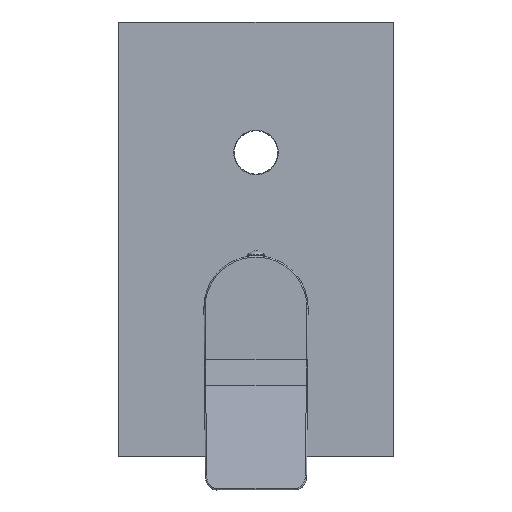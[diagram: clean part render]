
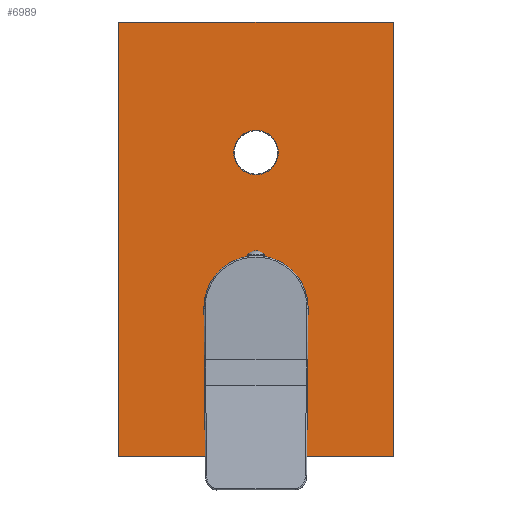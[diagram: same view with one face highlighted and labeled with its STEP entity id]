
A CAD part, top view. The second image highlights one B-rep face of the part: STEP entity #6989.
In plain terms, the highlighted planar face has unit normal (0, 0, 1).
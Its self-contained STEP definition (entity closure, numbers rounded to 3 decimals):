
#5935=DIRECTION('',(0.,1.,0.));
#5936=VECTOR('',#5935,190.);
#5937=CARTESIAN_POINT('',(60.,-65.,-2.));
#5938=LINE('',#5937,#5936);
#5939=DIRECTION('',(1.,0.,0.));
#5940=VECTOR('',#5939,120.);
#5941=CARTESIAN_POINT('',(-60.,-65.,-2.));
#5942=LINE('',#5941,#5940);
#5943=DIRECTION('',(0.,-1.,0.));
#5944=VECTOR('',#5943,190.);
#5945=CARTESIAN_POINT('',(-60.,125.,-2.));
#5946=LINE('',#5945,#5944);
#5947=DIRECTION('',(-1.,0.,0.));
#5948=VECTOR('',#5947,120.);
#5949=CARTESIAN_POINT('',(60.,125.,-2.));
#5950=LINE('',#5949,#5948);
#5951=CARTESIAN_POINT('',(0.,0.,-2.));
#5952=DIRECTION('',(0.,0.,-1.));
#5953=DIRECTION('',(-1.,0.,0.));
#5954=AXIS2_PLACEMENT_3D('',#5951,#5952,#5953);
#5956=CARTESIAN_POINT('',(0.,0.,-2.));
#5957=DIRECTION('',(0.,0.,-1.));
#5958=DIRECTION('',(1.,0.,0.));
#5959=AXIS2_PLACEMENT_3D('',#5956,#5957,#5958);
#5961=CARTESIAN_POINT('',(0.,68.,-2.));
#5962=DIRECTION('',(0.,0.,-1.));
#5963=DIRECTION('',(-1.,0.,0.));
#5964=AXIS2_PLACEMENT_3D('',#5961,#5962,#5963);
#5966=CARTESIAN_POINT('',(0.,68.,-2.));
#5967=DIRECTION('',(0.,0.,-1.));
#5968=DIRECTION('',(1.,0.,0.));
#5969=AXIS2_PLACEMENT_3D('',#5966,#5967,#5968);
#6295=CARTESIAN_POINT('',(-22.8,0.,-2.));
#6296=CARTESIAN_POINT('',(22.8,0.,-2.));
#6297=VERTEX_POINT('',#6295);
#6298=VERTEX_POINT('',#6296);
#6299=CARTESIAN_POINT('',(-9.75,68.,-2.));
#6300=CARTESIAN_POINT('',(9.75,68.,-2.));
#6301=VERTEX_POINT('',#6299);
#6302=VERTEX_POINT('',#6300);
#6303=CARTESIAN_POINT('',(60.,-65.,-2.));
#6304=CARTESIAN_POINT('',(60.,125.,-2.));
#6305=VERTEX_POINT('',#6303);
#6306=VERTEX_POINT('',#6304);
#6307=CARTESIAN_POINT('',(-60.,125.,-2.));
#6308=VERTEX_POINT('',#6307);
#6309=CARTESIAN_POINT('',(-60.,-65.,-2.));
#6310=VERTEX_POINT('',#6309);
#6966=CARTESIAN_POINT('',(0.,30.,-2.));
#6967=DIRECTION('',(0.,0.,1.));
#6968=DIRECTION('',(-1.,0.,0.));
#6969=AXIS2_PLACEMENT_3D('',#6966,#6967,#6968);
#6970=PLANE('',#6969);
#6971=ORIENTED_EDGE('',*,*,#6786,.F.);
#6972=ORIENTED_EDGE('',*,*,#6894,.F.);
#6973=ORIENTED_EDGE('',*,*,#6629,.F.);
#6974=ORIENTED_EDGE('',*,*,#6677,.F.);
#6975=EDGE_LOOP('',(#6971,#6972,#6973,#6974));
#6976=FACE_OUTER_BOUND('',#6975,.F.);
#6978=ORIENTED_EDGE('',*,*,#6977,.F.);
#6980=ORIENTED_EDGE('',*,*,#6979,.F.);
#6981=EDGE_LOOP('',(#6978,#6980));
#6982=FACE_BOUND('',#6981,.F.);
#6984=ORIENTED_EDGE('',*,*,#6983,.F.);
#6986=ORIENTED_EDGE('',*,*,#6985,.F.);
#6987=EDGE_LOOP('',(#6984,#6986));
#6988=FACE_BOUND('',#6987,.F.);
#6989=ADVANCED_FACE('',(#6976,#6982,#6988),#6970,.T.);
#5955=CIRCLE('',#5954,22.8);
#5960=CIRCLE('',#5959,22.8);
#5965=CIRCLE('',#5964,9.75);
#5970=CIRCLE('',#5969,9.75);
#6629=EDGE_CURVE('',#6308,#6310,#5946,.T.);
#6677=EDGE_CURVE('',#6306,#6308,#5950,.T.);
#6786=EDGE_CURVE('',#6305,#6306,#5938,.T.);
#6894=EDGE_CURVE('',#6310,#6305,#5942,.T.);
#6977=EDGE_CURVE('',#6297,#6298,#5955,.T.);
#6979=EDGE_CURVE('',#6298,#6297,#5960,.T.);
#6983=EDGE_CURVE('',#6301,#6302,#5965,.T.);
#6985=EDGE_CURVE('',#6302,#6301,#5970,.T.);
